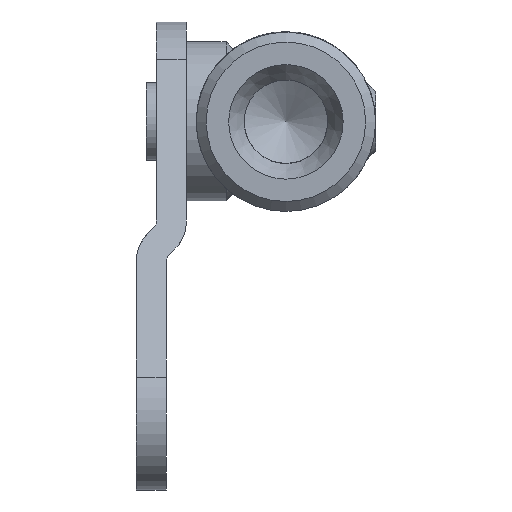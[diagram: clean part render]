
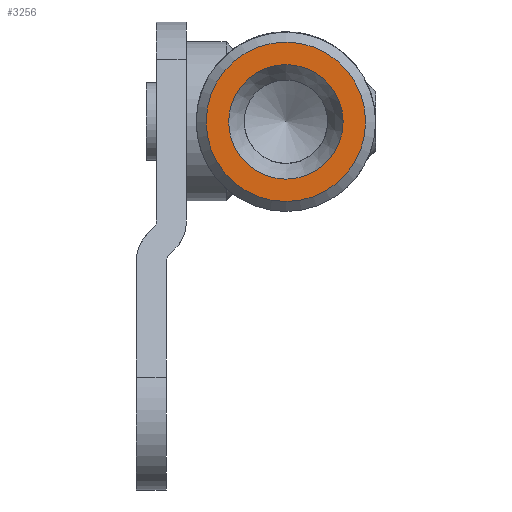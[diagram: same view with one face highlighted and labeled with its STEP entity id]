
A CAD part, left-side view. The second image highlights one B-rep face of the part: STEP entity #3256.
In plain terms, the highlighted planar face has unit normal (-1, 0, -0.002).
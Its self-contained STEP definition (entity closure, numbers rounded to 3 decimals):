
#3117 = CONICAL_SURFACE('',#3118,4.967,0.524);
#3118 = AXIS2_PLACEMENT_3D('',#3119,#3120,#3121);
#3119 = CARTESIAN_POINT('',(1.35,0.,
    -0.051));
#3120 = DIRECTION('',(-1.,0.,
    -0.002));
#3121 = DIRECTION('',(0.002,0.,
    -1.));
#3186 = VERTEX_POINT('',#3187);
#3187 = CARTESIAN_POINT('',(-0.011,0.,
    5.694));
#3207 = EDGE_CURVE('',#3186,#3186,#3208,.T.);
#3208 = SURFACE_CURVE('',#3209,(#3214,#3243),.PCURVE_S1.);
#3209 = CIRCLE('',#3210,5.747);
#3210 = AXIS2_PLACEMENT_3D('',#3211,#3212,#3213);
#3211 = CARTESIAN_POINT('',(0.,0.,
    -0.053));
#3212 = DIRECTION('',(-1.,0.,
    -0.002));
#3213 = DIRECTION('',(0.002,0.,
    -1.));
#3214 = PCURVE('',#3117,#3215);
#3215 = DEFINITIONAL_REPRESENTATION('',(#3216),#3242);
#3216 = B_SPLINE_CURVE_WITH_KNOTS('',3,(#3217,#3218,#3219,#3220,#3221,
    #3222,#3223,#3224,#3225,#3226,#3227,#3228,#3229,#3230,#3231,#3232,
    #3233,#3234,#3235,#3236,#3237,#3238,#3239,#3240,#3241),
  .UNSPECIFIED.,.F.,.F.,(4,1,1,1,1,1,1,1,1,1,1,1,1,1,1,1,1,1,1,1,1,1,4),
  (3.142,3.427,3.713,3.998,
    4.284,4.57,4.855,5.141,
    5.426,5.712,5.998,6.283,
    6.569,6.854,7.14,7.426,
    7.711,7.997,8.282,8.568,
    8.854,9.139,9.425),.QUASI_UNIFORM_KNOTS.);
#3217 = CARTESIAN_POINT('',(3.142,1.35));
#3218 = CARTESIAN_POINT('',(3.237,1.35));
#3219 = CARTESIAN_POINT('',(3.427,1.35));
#3220 = CARTESIAN_POINT('',(3.713,1.35));
#3221 = CARTESIAN_POINT('',(3.998,1.35));
#3222 = CARTESIAN_POINT('',(4.284,1.35));
#3223 = CARTESIAN_POINT('',(4.57,1.35));
#3224 = CARTESIAN_POINT('',(4.855,1.35));
#3225 = CARTESIAN_POINT('',(5.141,1.35));
#3226 = CARTESIAN_POINT('',(5.426,1.35));
#3227 = CARTESIAN_POINT('',(5.712,1.35));
#3228 = CARTESIAN_POINT('',(5.998,1.35));
#3229 = CARTESIAN_POINT('',(6.283,1.35));
#3230 = CARTESIAN_POINT('',(6.569,1.35));
#3231 = CARTESIAN_POINT('',(6.854,1.35));
#3232 = CARTESIAN_POINT('',(7.14,1.35));
#3233 = CARTESIAN_POINT('',(7.426,1.35));
#3234 = CARTESIAN_POINT('',(7.711,1.35));
#3235 = CARTESIAN_POINT('',(7.997,1.35));
#3236 = CARTESIAN_POINT('',(8.282,1.35));
#3237 = CARTESIAN_POINT('',(8.568,1.35));
#3238 = CARTESIAN_POINT('',(8.854,1.35));
#3239 = CARTESIAN_POINT('',(9.139,1.35));
#3240 = CARTESIAN_POINT('',(9.33,1.35));
#3241 = CARTESIAN_POINT('',(9.425,1.35));
#3242 = ( GEOMETRIC_REPRESENTATION_CONTEXT(2) 
PARAMETRIC_REPRESENTATION_CONTEXT() REPRESENTATION_CONTEXT('2D SPACE',''
  ) );
#3243 = PCURVE('',#3244,#3249);
#3244 = PLANE('',#3245);
#3245 = AXIS2_PLACEMENT_3D('',#3246,#3247,#3248);
#3246 = CARTESIAN_POINT('',(0.,4.5,-0.053
    ));
#3247 = DIRECTION('',(-1.,0.,
    -0.002));
#3248 = DIRECTION('',(-0.002,0.,
    1.));
#3249 = DEFINITIONAL_REPRESENTATION('',(#3250),#3254);
#3250 = CIRCLE('',#3251,5.747);
#3251 = AXIS2_PLACEMENT_2D('',#3252,#3253);
#3252 = CARTESIAN_POINT('',(0.,-4.5));
#3253 = DIRECTION('',(-1.,0.));
#3254 = ( GEOMETRIC_REPRESENTATION_CONTEXT(2) 
PARAMETRIC_REPRESENTATION_CONTEXT() REPRESENTATION_CONTEXT('2D SPACE',''
  ) );
#3256 = ADVANCED_FACE('',(#3257,#3314),#3244,.T.);
#3257 = FACE_BOUND('',#3258,.T.);
#3258 = EDGE_LOOP('',(#3259));
#3259 = ORIENTED_EDGE('',*,*,#3260,.F.);
#3260 = EDGE_CURVE('',#3261,#3261,#3263,.T.);
#3261 = VERTEX_POINT('',#3262);
#3262 = CARTESIAN_POINT('',(0.,8.,-0.053)
  );
#3263 = SURFACE_CURVE('',#3264,(#3269,#3280),.PCURVE_S1.);
#3264 = CIRCLE('',#3265,8.);
#3265 = AXIS2_PLACEMENT_3D('',#3266,#3267,#3268);
#3266 = CARTESIAN_POINT('',(0.,0.,
    -0.053));
#3267 = DIRECTION('',(1.,0.,
    0.002));
#3268 = DIRECTION('',(0.,-1.,0.));
#3269 = PCURVE('',#3244,#3270);
#3270 = DEFINITIONAL_REPRESENTATION('',(#3271),#3279);
#3271 = ( BOUNDED_CURVE() B_SPLINE_CURVE(2,(#3272,#3273,#3274,#3275,
#3276,#3277,#3278),.UNSPECIFIED.,.T.,.F.) B_SPLINE_CURVE_WITH_KNOTS((1,2
    ,2,2,2,1),(-2.094,0.,2.094,4.189,
6.283,8.378),.UNSPECIFIED.) CURVE() 
GEOMETRIC_REPRESENTATION_ITEM() RATIONAL_B_SPLINE_CURVE((1.,0.5,1.,0.5,
1.,0.5,1.)) REPRESENTATION_ITEM('') );
#3272 = CARTESIAN_POINT('',(0.,-12.5));
#3273 = CARTESIAN_POINT('',(-13.856,-12.5));
#3274 = CARTESIAN_POINT('',(-6.928,-0.5));
#3275 = CARTESIAN_POINT('',(0.,11.5));
#3276 = CARTESIAN_POINT('',(6.928,-0.5));
#3277 = CARTESIAN_POINT('',(13.856,-12.5));
#3278 = CARTESIAN_POINT('',(0.,-12.5));
#3279 = ( GEOMETRIC_REPRESENTATION_CONTEXT(2) 
PARAMETRIC_REPRESENTATION_CONTEXT() REPRESENTATION_CONTEXT('2D SPACE',''
  ) );
#3280 = PCURVE('',#3281,#3286);
#3281 = CONICAL_SURFACE('',#3282,8.5,0.785);
#3282 = AXIS2_PLACEMENT_3D('',#3283,#3284,#3285);
#3283 = CARTESIAN_POINT('',(0.5,0.,
    -0.052));
#3284 = DIRECTION('',(1.,0.,
    0.002));
#3285 = DIRECTION('',(0.,-1.,0.));
#3286 = DEFINITIONAL_REPRESENTATION('',(#3287),#3313);
#3287 = B_SPLINE_CURVE_WITH_KNOTS('',3,(#3288,#3289,#3290,#3291,#3292,
    #3293,#3294,#3295,#3296,#3297,#3298,#3299,#3300,#3301,#3302,#3303,
    #3304,#3305,#3306,#3307,#3308,#3309,#3310,#3311,#3312),
  .UNSPECIFIED.,.F.,.F.,(4,1,1,1,1,1,1,1,1,1,1,1,1,1,1,1,1,1,1,1,1,1,4),
  (3.142,3.427,3.713,3.998,
    4.284,4.57,4.855,5.141,
    5.426,5.712,5.998,6.283,
    6.569,6.854,7.14,7.426,
    7.711,7.997,8.282,8.568,
    8.854,9.139,9.425),.QUASI_UNIFORM_KNOTS.);
#3288 = CARTESIAN_POINT('',(3.142,-0.5));
#3289 = CARTESIAN_POINT('',(3.237,-0.5));
#3290 = CARTESIAN_POINT('',(3.427,-0.5));
#3291 = CARTESIAN_POINT('',(3.713,-0.5));
#3292 = CARTESIAN_POINT('',(3.998,-0.5));
#3293 = CARTESIAN_POINT('',(4.284,-0.5));
#3294 = CARTESIAN_POINT('',(4.57,-0.5));
#3295 = CARTESIAN_POINT('',(4.855,-0.5));
#3296 = CARTESIAN_POINT('',(5.141,-0.5));
#3297 = CARTESIAN_POINT('',(5.426,-0.5));
#3298 = CARTESIAN_POINT('',(5.712,-0.5));
#3299 = CARTESIAN_POINT('',(5.998,-0.5));
#3300 = CARTESIAN_POINT('',(6.283,-0.5));
#3301 = CARTESIAN_POINT('',(6.569,-0.5));
#3302 = CARTESIAN_POINT('',(6.854,-0.5));
#3303 = CARTESIAN_POINT('',(7.14,-0.5));
#3304 = CARTESIAN_POINT('',(7.426,-0.5));
#3305 = CARTESIAN_POINT('',(7.711,-0.5));
#3306 = CARTESIAN_POINT('',(7.997,-0.5));
#3307 = CARTESIAN_POINT('',(8.282,-0.5));
#3308 = CARTESIAN_POINT('',(8.568,-0.5));
#3309 = CARTESIAN_POINT('',(8.854,-0.5));
#3310 = CARTESIAN_POINT('',(9.139,-0.5));
#3311 = CARTESIAN_POINT('',(9.33,-0.5));
#3312 = CARTESIAN_POINT('',(9.425,-0.5));
#3313 = ( GEOMETRIC_REPRESENTATION_CONTEXT(2) 
PARAMETRIC_REPRESENTATION_CONTEXT() REPRESENTATION_CONTEXT('2D SPACE',''
  ) );
#3314 = FACE_BOUND('',#3315,.T.);
#3315 = EDGE_LOOP('',(#3316));
#3316 = ORIENTED_EDGE('',*,*,#3207,.F.);
